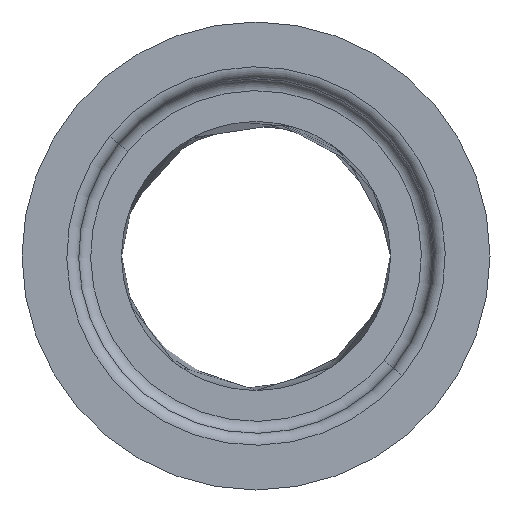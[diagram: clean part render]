
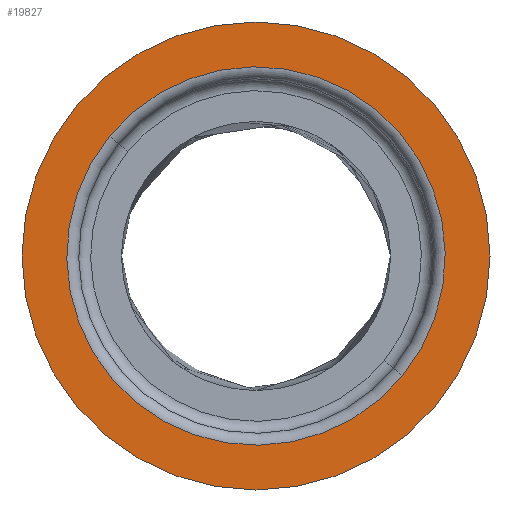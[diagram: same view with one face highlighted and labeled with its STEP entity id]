
A CAD part, front view. The second image highlights one B-rep face of the part: STEP entity #19827.
In plain terms, the highlighted face is planar.
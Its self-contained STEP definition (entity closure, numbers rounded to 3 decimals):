
#820 = CARTESIAN_POINT ( 'NONE',  ( 0., 0., -80. ) ) ;
#1183 = EDGE_LOOP ( 'NONE', ( #15915, #3346 ) ) ;
#1380 = DIRECTION ( 'NONE',  ( 0.775, 0.632, 0. ) ) ;
#1485 = DIRECTION ( 'NONE',  ( -1., 0., 0. ) ) ;
#3346 = ORIENTED_EDGE ( 'NONE', *, *, #14604, .T. ) ;
#3842 = VERTEX_POINT ( 'NONE', #15949 ) ;
#4249 = DIRECTION ( 'NONE',  ( -1., 0., 0. ) ) ;
#5062 = FACE_OUTER_BOUND ( 'NONE', #1183, .T. ) ;
#6303 = DIRECTION ( 'NONE',  ( 0.775, 0.632, 0. ) ) ;
#6326 = CIRCLE ( 'NONE', #19632, 196. ) ;
#6613 = DIRECTION ( 'NONE',  ( 1., 0., 0. ) ) ;
#6853 = CARTESIAN_POINT ( 'NONE',  ( 0., 0., -80. ) ) ;
#7657 = EDGE_CURVE ( 'NONE', #19898, #3842, #23005, .T. ) ;
#9246 = CIRCLE ( 'NONE', #13403, 158.5 ) ;
#9386 = VERTEX_POINT ( 'NONE', #16291 ) ;
#10433 = DIRECTION ( 'NONE',  ( 0., 0., 1. ) ) ;
#11621 = DIRECTION ( 'NONE',  ( 0., 0., -1. ) ) ;
#12191 = CARTESIAN_POINT ( 'NONE',  ( -122.779, -100.238, -80. ) ) ;
#12399 = VERTEX_POINT ( 'NONE', #17915 ) ;
#12438 = FACE_BOUND ( 'NONE', #21914, .T. ) ;
#12629 = ORIENTED_EDGE ( 'NONE', *, *, #18879, .T. ) ;
#13403 = AXIS2_PLACEMENT_3D ( 'NONE', #820, #22490, #6303 ) ;
#13864 = AXIS2_PLACEMENT_3D ( 'NONE', #13876, #10433, #1380 ) ;
#13876 = CARTESIAN_POINT ( 'NONE',  ( 0., 0., -80. ) ) ;
#14341 = PLANE ( 'NONE',  #17343 ) ;
#14604 = EDGE_CURVE ( 'NONE', #9386, #12399, #19479, .T. ) ;
#15915 = ORIENTED_EDGE ( 'NONE', *, *, #23086, .T. ) ;
#15949 = CARTESIAN_POINT ( 'NONE',  ( 122.779, 100.238, -80. ) ) ;
#16241 = CARTESIAN_POINT ( 'NONE',  ( 0., 0., -80. ) ) ;
#16291 = CARTESIAN_POINT ( 'NONE',  ( 196., 0., -80. ) ) ;
#17343 = AXIS2_PLACEMENT_3D ( 'NONE', #16241, #19575, #6613 ) ;
#17915 = CARTESIAN_POINT ( 'NONE',  ( -196., 0., -80. ) ) ;
#18213 = ORIENTED_EDGE ( 'NONE', *, *, #7657, .T. ) ;
#18879 = EDGE_CURVE ( 'NONE', #3842, #19898, #9246, .T. ) ;
#19479 = CIRCLE ( 'NONE', #22509, 196. ) ;
#19575 = DIRECTION ( 'NONE',  ( 0., 0., 1. ) ) ;
#19632 = AXIS2_PLACEMENT_3D ( 'NONE', #6853, #21372, #1485 ) ;
#19827 = ADVANCED_FACE ( 'NONE', ( #12438, #5062 ), #14341, .F. ) ;
#19898 = VERTEX_POINT ( 'NONE', #12191 ) ;
#20789 = CARTESIAN_POINT ( 'NONE',  ( 0., 0., -80. ) ) ;
#21372 = DIRECTION ( 'NONE',  ( 0., 0., -1. ) ) ;
#21914 = EDGE_LOOP ( 'NONE', ( #12629, #18213 ) ) ;
#22490 = DIRECTION ( 'NONE',  ( 0., 0., 1. ) ) ;
#22509 = AXIS2_PLACEMENT_3D ( 'NONE', #20789, #11621, #4249 ) ;
#23005 = CIRCLE ( 'NONE', #13864, 158.5 ) ;
#23086 = EDGE_CURVE ( 'NONE', #12399, #9386, #6326, .T. ) ;
